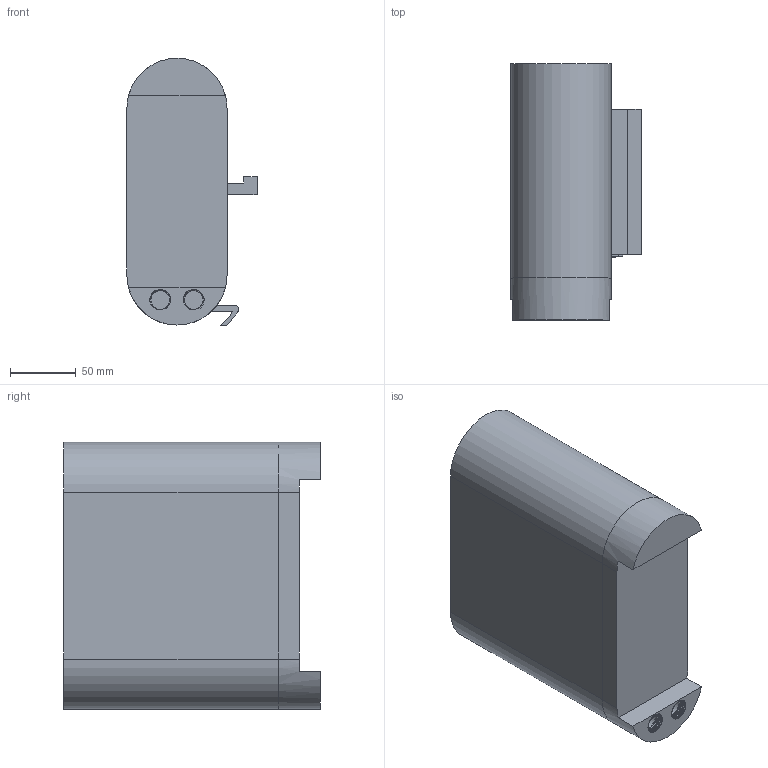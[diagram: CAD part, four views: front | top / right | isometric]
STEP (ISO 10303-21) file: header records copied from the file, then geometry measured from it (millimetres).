
FILE_DESCRIPTION(/* description */ ('','CAx-IF Rec.Pracs.---Representation and Presentation of Product Manufacturing Information (PMI)---4.0---2014-10-13'),/* implementation_level */ '2;1');
FILE_NAME(/* name */ 'Battery Box Assembly.step',/* time_stamp */ '2024-11-02T17:59:56-07:00',/* author */ (''),/* organization */ (''),/* preprocessor_version */ 'ST-DEVELOPER v20',/* originating_system */ 'Autodesk Translation Framework v13.20.0.188',/* authorisation */ '');
FILE_SCHEMA (('AP242_MANAGED_MODEL_BASED_3D_ENGINEERING_MIM_LF { 1 0 10303 442 1 1 4 }'));
Length unit declared in the file: millimetre
Products named in the file (1): Battery Box
Bounding box: 99.08 x 195.24 x 203.61 mm (x, y, z)
Volume: 736197.6 mm3; surface area: 244213.7 mm2
Topology: 3 solids, 3 shells, 123 faces, 338 edges, 222 vertices
Faces by surface type: plane 57, cylinder 56, bspline 8, torus 2
Full cylindrical faces by diameter (mm): 5 x4, 14.453 x8, 15.875 x10, 16 x2, 19.05 x1
Entity records: 7095 total; most frequent: CARTESIAN_POINT 3975, ORIENTED_EDGE 676, DIRECTION 588, EDGE_CURVE 338, VERTEX_POINT 222, AXIS2_PLACEMENT_3D 206, LINE 176, VECTOR 176
